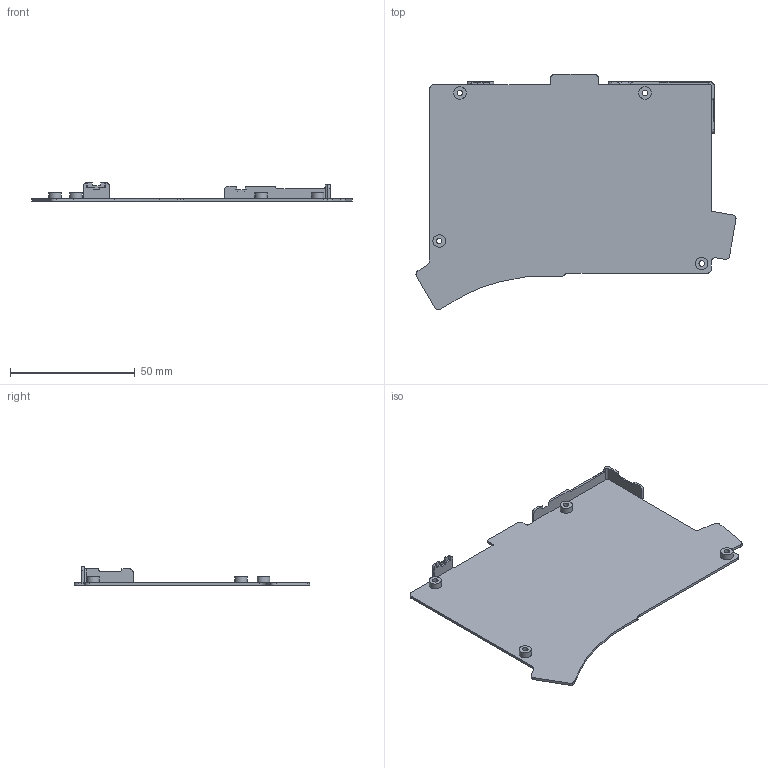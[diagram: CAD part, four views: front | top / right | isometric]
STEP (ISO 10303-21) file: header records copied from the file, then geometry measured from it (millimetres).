
FILE_DESCRIPTION(/* description */ (''),/* implementation_level */ '2;1');
FILE_NAME(/* name */ 'TOTEMv2_bottom_R.step',/* time_stamp */ '2025-11-06T05:24:17+09:00',/* author */ (''),/* organization */ (''),/* preprocessor_version */ 'ST-DEVELOPER v20.1',/* originating_system */ 'Autodesk Translation Framework v14.17.0.0',/* authorisation */ '');
FILE_SCHEMA (('AUTOMOTIVE_DESIGN { 1 0 10303 214 3 1 1 }'));
Length unit declared in the file: millimetre
Products named in the file (1): TOTEM case_v08_7mm_keeb_usb
Bounding box: 128.23 x 94.33 x 7.4 mm (x, y, z)
Volume: 9475.7 mm3; surface area: 19793.6 mm2
Topology: 1 solids, 1 shells, 220 faces, 569 edges, 374 vertices
Faces by surface type: plane 98, cylinder 67, bspline 44, cone 11
Full cylindrical faces by diameter (mm): 2.199 x4, 2.823 x1, 4.3 x4, 5 x4, 8.2 x4
Entity records: 6906 total; most frequent: CARTESIAN_POINT 1775, ORIENTED_EDGE 1138, DIRECTION 973, EDGE_CURVE 569, VERTEX_POINT 374, LINE 333, VECTOR 333, AXIS2_PLACEMENT_3D 320
